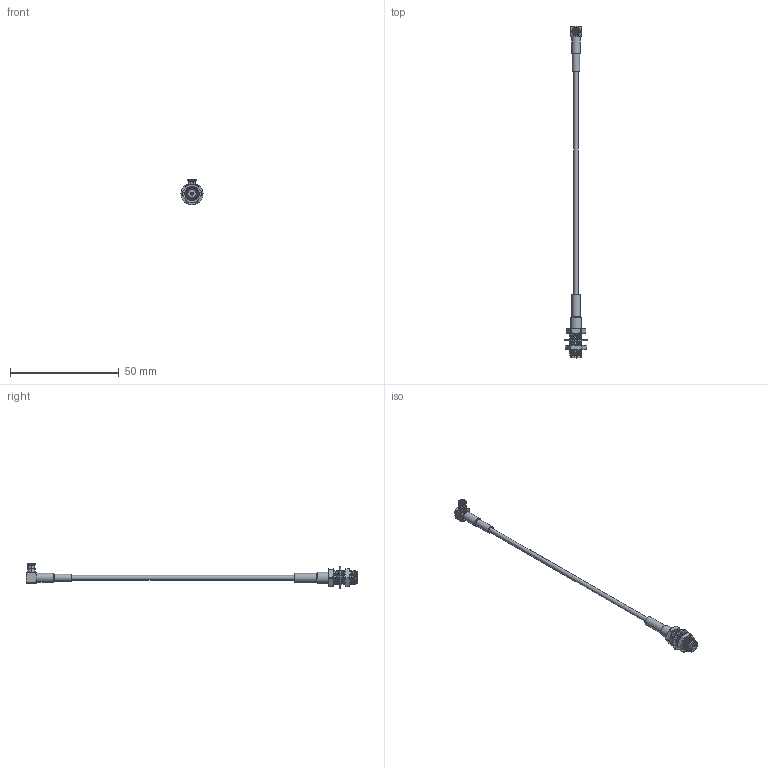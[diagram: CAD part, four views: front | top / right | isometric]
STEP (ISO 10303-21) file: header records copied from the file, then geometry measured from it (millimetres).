
FILE_DESCRIPTION(/* description */ ('Unknown'),/* implementation_level */ '2;1');
FILE_NAME(/* name */ '655017105xxx01',/* time_stamp */ '2020-01-20T09:47:22+01:00',/* author */ ('Unknown'),/* organization */ ('Unknown'),/* preprocessor_version */ 'ST-DEVELOPER v16.7',/* originating_system */ 'DEX',/* authorisation */ $);
FILE_SCHEMA (('AUTOMOTIVE_DESIGN {1 0 10303 214 3 1 1}'));
Products named in the file (1): 655017105xxx01
Bounding box: 10.2 x 152.4 x 11.8 mm (x, y, z)
Volume: 1843.4 mm3; surface area: 5073 mm2
Topology: 18 solids, 18 shells, 1503 faces, 3266 edges, 1812 vertices
Faces by surface type: bspline 912, cylinder 349, plane 171, cone 51, torus 20
Full cylindrical faces by diameter (mm): 0.4 x1, 0.5 x1, 0.52 x1, 0.7 x1, 0.87 x2, 0.9 x1, 0.92 x1, 0.95 x1, 0.96 x1, 1.16 x1, 1.2 x1, 1.27 x3, 1.4 x1, 1.5 x1, 1.53 x1, 1.6 x2, 1.8 x2, 1.9 x2, 2.04 x1, 2.1 x1, 2.3 x1, 2.4 x1, 2.5 x3, 2.7 x2, 2.8 x2, 3 x2, 3.3 x1, 3.4 x2, 3.7 x3, 3.85 x1
Entity records: 65720 total; most frequent: CARTESIAN_POINT 43580, ORIENTED_EDGE 6268, EDGE_CURVE 3134, DIRECTION 2266, VERTEX_POINT 1771, FACE_BOUND 1635, EDGE_LOOP 1632, ADVANCED_FACE 1502
